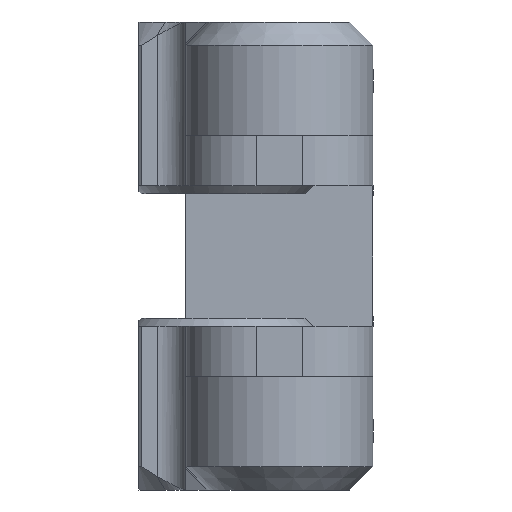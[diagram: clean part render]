
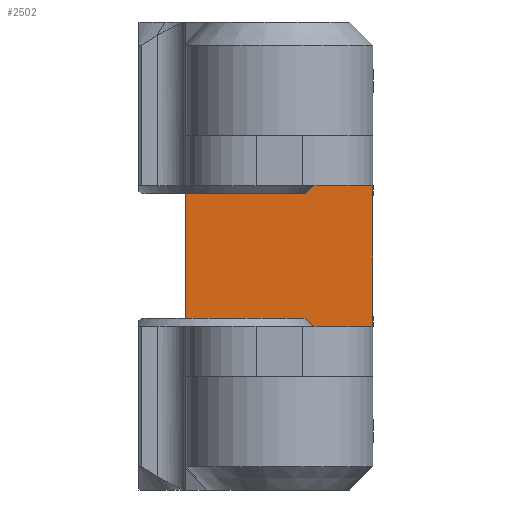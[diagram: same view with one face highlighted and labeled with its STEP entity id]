
A CAD part, front view. The second image highlights one B-rep face of the part: STEP entity #2502.
In plain terms, the highlighted planar face has unit normal (0, -1, 0).
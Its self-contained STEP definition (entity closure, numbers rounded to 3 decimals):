
#51 = DIRECTION ( 'NONE',  ( 0., 1., 0. ) ) ;
#164 = AXIS2_PLACEMENT_3D ( 'NONE', #2170, #51, #1104 ) ;
#227 = VECTOR ( 'NONE', #702, 1000. ) ;
#234 = VERTEX_POINT ( 'NONE', #2299 ) ;
#240 = ORIENTED_EDGE ( 'NONE', *, *, #2329, .F. ) ;
#267 = EDGE_LOOP ( 'NONE', ( #1634, #1644, #1993, #240 ) ) ;
#270 = FACE_OUTER_BOUND ( 'NONE', #267, .T. ) ;
#282 = EDGE_CURVE ( 'NONE', #234, #1024, #1564, .T. ) ;
#339 = PLANE ( 'NONE',  #164 ) ;
#564 = VERTEX_POINT ( 'NONE', #3331 ) ;
#598 = LINE ( 'NONE', #1954, #2858 ) ;
#702 = DIRECTION ( 'NONE',  ( 1., 0., 0. ) ) ;
#714 = LINE ( 'NONE', #1330, #2651 ) ;
#959 = DIRECTION ( 'NONE',  ( 1., 0., 0. ) ) ;
#1024 = VERTEX_POINT ( 'NONE', #2756 ) ;
#1043 = EDGE_CURVE ( 'NONE', #1024, #1455, #598, .T. ) ;
#1104 = DIRECTION ( 'NONE',  ( 0., 0., 1. ) ) ;
#1301 = DIRECTION ( 'NONE',  ( 0., 0., 1. ) ) ;
#1330 = CARTESIAN_POINT ( 'NONE',  ( -4., 24., 10. ) ) ;
#1455 = VERTEX_POINT ( 'NONE', #2399 ) ;
#1564 = LINE ( 'NONE', #3163, #227 ) ;
#1634 = ORIENTED_EDGE ( 'NONE', *, *, #282, .T. ) ;
#1644 = ORIENTED_EDGE ( 'NONE', *, *, #1043, .T. ) ;
#1954 = CARTESIAN_POINT ( 'NONE',  ( 4., 24., 3. ) ) ;
#1993 = ORIENTED_EDGE ( 'NONE', *, *, #2008, .F. ) ;
#2008 = EDGE_CURVE ( 'NONE', #564, #1455, #3448, .T. ) ;
#2170 = CARTESIAN_POINT ( 'NONE',  ( -6., 24., 3. ) ) ;
#2242 = DIRECTION ( 'NONE',  ( 0., 0., 1. ) ) ;
#2299 = CARTESIAN_POINT ( 'NONE',  ( -4., 24., -3. ) ) ;
#2329 = EDGE_CURVE ( 'NONE', #234, #564, #714, .T. ) ;
#2399 = CARTESIAN_POINT ( 'NONE',  ( 4., 24., 3. ) ) ;
#2502 = ADVANCED_FACE ( 'NONE', ( #270 ), #339, .F. ) ;
#2555 = CARTESIAN_POINT ( 'NONE',  ( -6., 24., 3. ) ) ;
#2651 = VECTOR ( 'NONE', #1301, 1000. ) ;
#2707 = VECTOR ( 'NONE', #959, 1000. ) ;
#2756 = CARTESIAN_POINT ( 'NONE',  ( 4., 24., -3. ) ) ;
#2858 = VECTOR ( 'NONE', #2242, 1000. ) ;
#3163 = CARTESIAN_POINT ( 'NONE',  ( -6., 24., -3. ) ) ;
#3331 = CARTESIAN_POINT ( 'NONE',  ( -4., 24., 3. ) ) ;
#3448 = LINE ( 'NONE', #2555, #2707 ) ;
